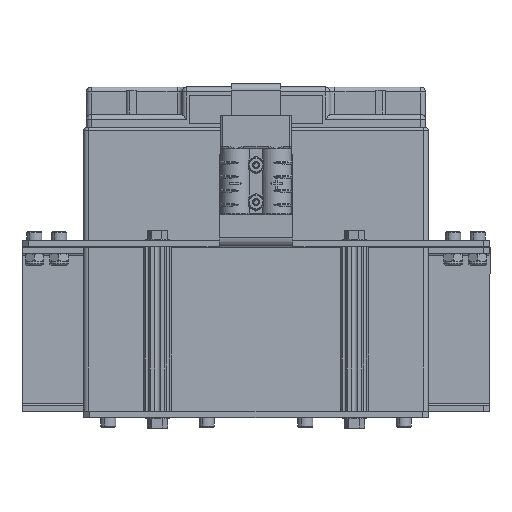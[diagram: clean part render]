
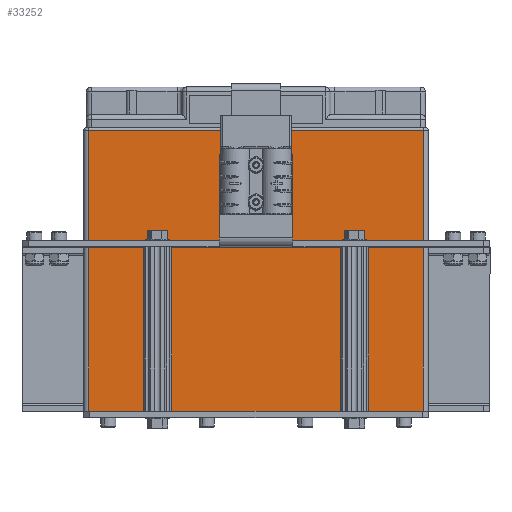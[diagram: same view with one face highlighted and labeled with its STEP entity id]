
A CAD part, top view. The second image highlights one B-rep face of the part: STEP entity #33252.
In plain terms, the highlighted face is planar.
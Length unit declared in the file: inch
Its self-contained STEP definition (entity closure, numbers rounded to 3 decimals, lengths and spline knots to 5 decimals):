
#679 = AXIS2_PLACEMENT_3D ( 'NONE', #31666, #31549, #2544 ) ;
#888 = LINE ( 'NONE', #10116, #29334 ) ;
#1783 = VERTEX_POINT ( 'NONE', #15122 ) ;
#2544 = DIRECTION ( 'NONE',  ( 0., 0., 1. ) ) ;
#3159 = CARTESIAN_POINT ( 'NONE',  ( 5.59634, 0.55066, 5.7 ) ) ;
#3488 = CARTESIAN_POINT ( 'NONE',  ( -1.30366, 0.55066, 0. ) ) ;
#3700 = VERTEX_POINT ( 'NONE', #29173 ) ;
#3880 = CARTESIAN_POINT ( 'NONE',  ( -1.20366, 0.55066, 5.7 ) ) ;
#4765 = PLANE ( 'NONE',  #679 ) ;
#5004 = FACE_OUTER_BOUND ( 'NONE', #28354, .T. ) ;
#6371 = ORIENTED_EDGE ( 'NONE', *, *, #29862, .T. ) ;
#7120 = EDGE_CURVE ( 'NONE', #1783, #31157, #13509, .T. ) ;
#7468 = EDGE_CURVE ( 'NONE', #3700, #1783, #34428, .T. ) ;
#8525 = CARTESIAN_POINT ( 'NONE',  ( -1.20366, 0.55066, 0. ) ) ;
#10116 = CARTESIAN_POINT ( 'NONE',  ( 5.59634, 0.55066, 0. ) ) ;
#12902 = DIRECTION ( 'NONE',  ( 0., 0., -1. ) ) ;
#13509 = LINE ( 'NONE', #8525, #17758 ) ;
#15122 = CARTESIAN_POINT ( 'NONE',  ( -1.20366, 0.55066, 0. ) ) ;
#17758 = VECTOR ( 'NONE', #27235, 39.37008 ) ;
#18006 = VERTEX_POINT ( 'NONE', #3159 ) ;
#20276 = VECTOR ( 'NONE', #29903, 39.37008 ) ;
#20429 = LINE ( 'NONE', #24940, #33379 ) ;
#24940 = CARTESIAN_POINT ( 'NONE',  ( -1.30366, 0.55066, 5.7 ) ) ;
#26669 = EDGE_CURVE ( 'NONE', #18006, #3700, #888, .T. ) ;
#27235 = DIRECTION ( 'NONE',  ( 0., 0., 1. ) ) ;
#28258 = ORIENTED_EDGE ( 'NONE', *, *, #26669, .T. ) ;
#28354 = EDGE_LOOP ( 'NONE', ( #30302, #33938, #6371, #28258 ) ) ;
#29173 = CARTESIAN_POINT ( 'NONE',  ( 5.59634, 0.55066, 0. ) ) ;
#29334 = VECTOR ( 'NONE', #12902, 39.37008 ) ;
#29862 = EDGE_CURVE ( 'NONE', #31157, #18006, #20429, .T. ) ;
#29903 = DIRECTION ( 'NONE',  ( -1., 0., 0. ) ) ;
#30302 = ORIENTED_EDGE ( 'NONE', *, *, #7468, .T. ) ;
#30413 = DIRECTION ( 'NONE',  ( 1., 0., 0. ) ) ;
#31157 = VERTEX_POINT ( 'NONE', #3880 ) ;
#31549 = DIRECTION ( 'NONE',  ( 0., 1., 0. ) ) ;
#31666 = CARTESIAN_POINT ( 'NONE',  ( -1.30366, 0.55066, 0. ) ) ;
#33252 = ADVANCED_FACE ( 'NONE', ( #5004 ), #4765, .T. ) ;
#33379 = VECTOR ( 'NONE', #30413, 39.37008 ) ;
#33938 = ORIENTED_EDGE ( 'NONE', *, *, #7120, .T. ) ;
#34428 = LINE ( 'NONE', #3488, #20276 ) ;
